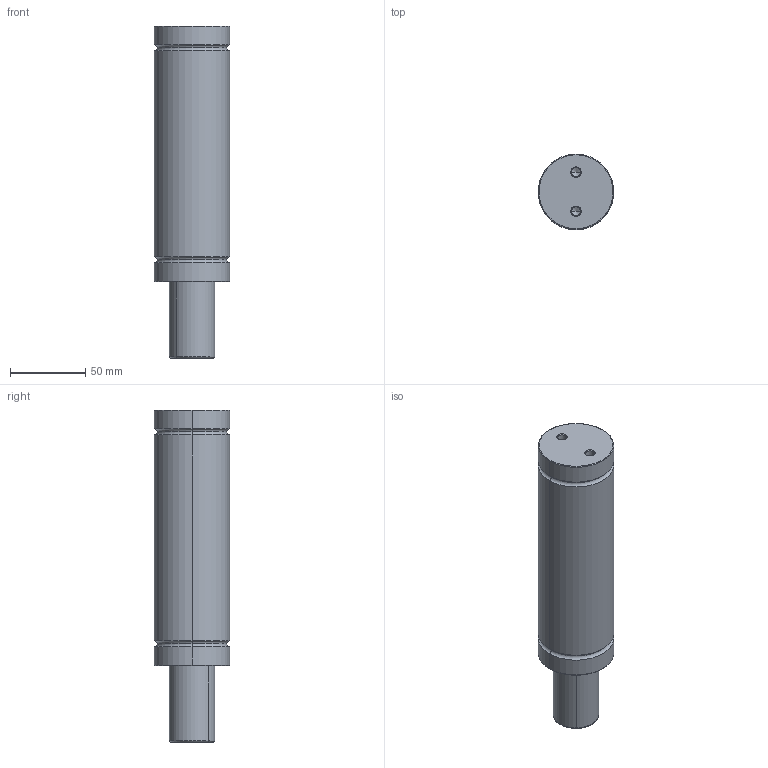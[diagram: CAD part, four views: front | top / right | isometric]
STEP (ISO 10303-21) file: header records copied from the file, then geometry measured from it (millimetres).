
FILE_DESCRIPTION (( 'STEP AP203' ), '1' );
FILE_NAME ('HDG-18-50.STEP', '2011-11-01T10:58:17', ( '' ), ( '' ), 'SwSTEP 2.0', 'SolidWorks 2011', '' );
FILE_SCHEMA (( 'CONFIG_CONTROL_DESIGN' ));
Length unit declared in the file: millimetre
Products named in the file (3): HDG-18-50; HDG-18 Piston_HDG-18-50; HDG-18 Body_HDG-18-50
Assembly tree (2 placements, depth 2):
  HDG-18-50
    HDG-18 Body_HDG-18-50
    HDG-18 Piston_HDG-18-50
Bounding box: 50 x 50 x 220 mm (x, y, z)
Volume: 302684.1 mm3; surface area: 51354.2 mm2
Topology: 2 solids, 2 shells, 55 faces, 110 edges, 62 vertices
Faces by surface type: cylinder 22, torus 16, plane 9, cone 8
Entity records: 1713 total; most frequent: DIRECTION 302, CARTESIAN_POINT 228, ORIENTED_EDGE 212, AXIS2_PLACEMENT_3D 136, EDGE_CURVE 106, CIRCLE 76, EDGE_LOOP 62, VERTEX_POINT 62
